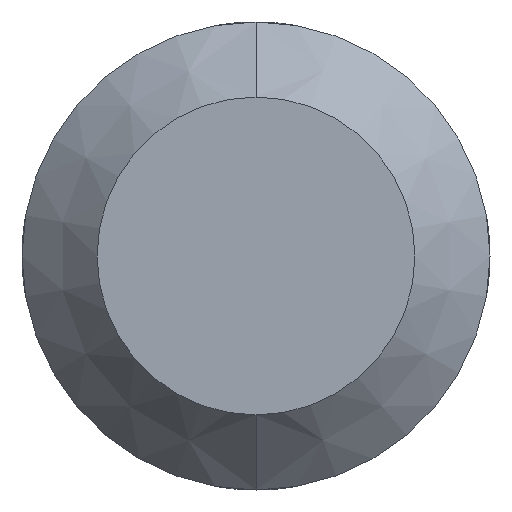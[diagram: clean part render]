
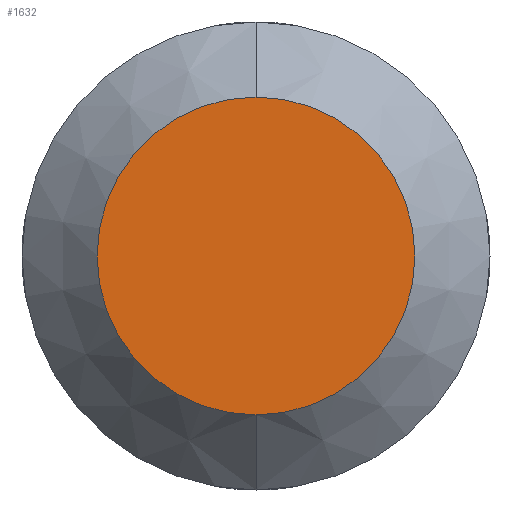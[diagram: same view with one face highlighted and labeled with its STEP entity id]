
A CAD part, front view. The second image highlights one B-rep face of the part: STEP entity #1632.
In plain terms, the highlighted planar face has unit normal (0, -1, 0).
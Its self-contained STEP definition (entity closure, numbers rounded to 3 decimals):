
#84 = EDGE_CURVE ( 'NONE', #710, #2378, #2283, .T. ) ;
#130 = CARTESIAN_POINT ( 'NONE',  ( 7.856, 21., 9. ) ) ;
#175 = CARTESIAN_POINT ( 'NONE',  ( 7.856, 21., 0. ) ) ;
#182 = EDGE_LOOP ( 'NONE', ( #2137, #852 ) ) ;
#218 = DIRECTION ( 'NONE',  ( 0., -1., 0. ) ) ;
#486 = AXIS2_PLACEMENT_3D ( 'NONE', #593, #218, #1534 ) ;
#593 = CARTESIAN_POINT ( 'NONE',  ( 7.856, 21., 0. ) ) ;
#710 = VERTEX_POINT ( 'NONE', #1346 ) ;
#852 = ORIENTED_EDGE ( 'NONE', *, *, #84, .T. ) ;
#908 = PLANE ( 'NONE',  #1639 ) ;
#1224 = DIRECTION ( 'NONE',  ( 0., 0., -1. ) ) ;
#1283 = DIRECTION ( 'NONE',  ( 0., 1., 0. ) ) ;
#1294 = DIRECTION ( 'NONE',  ( 1., 0., 0. ) ) ;
#1346 = CARTESIAN_POINT ( 'NONE',  ( 7.856, 21., -9. ) ) ;
#1534 = DIRECTION ( 'NONE',  ( 0., 0., -1. ) ) ;
#1632 = ADVANCED_FACE ( 'NONE', ( #2428 ), #908, .F. ) ;
#1639 = AXIS2_PLACEMENT_3D ( 'NONE', #175, #1283, #1294 ) ;
#1772 = CIRCLE ( 'NONE', #486, 9. ) ;
#2110 = EDGE_CURVE ( 'NONE', #2378, #710, #1772, .T. ) ;
#2137 = ORIENTED_EDGE ( 'NONE', *, *, #2110, .T. ) ;
#2161 = DIRECTION ( 'NONE',  ( 0., -1., 0. ) ) ;
#2283 = CIRCLE ( 'NONE', #2389, 9. ) ;
#2344 = CARTESIAN_POINT ( 'NONE',  ( 7.856, 21., 0. ) ) ;
#2378 = VERTEX_POINT ( 'NONE', #130 ) ;
#2389 = AXIS2_PLACEMENT_3D ( 'NONE', #2344, #2161, #1224 ) ;
#2428 = FACE_OUTER_BOUND ( 'NONE', #182, .T. ) ;
